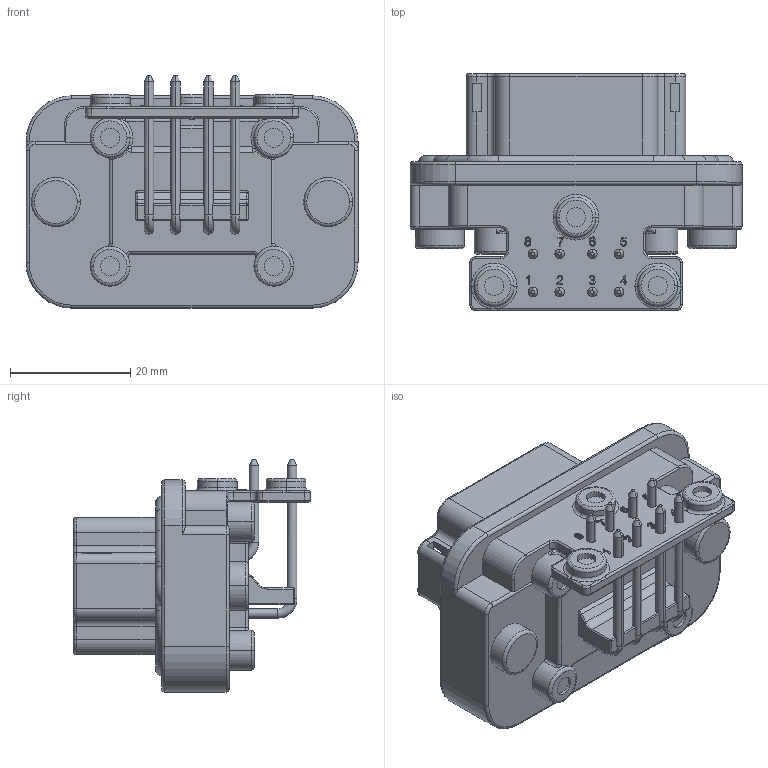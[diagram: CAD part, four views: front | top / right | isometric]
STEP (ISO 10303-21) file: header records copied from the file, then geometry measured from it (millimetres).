
FILE_DESCRIPTION((''),'2;1');
FILE_NAME('C-AT13-08PA-BM03_3D','2018-08-07T',('Jony.xie'),(''),'PRO/ENGINEER BY PARAMETRIC TECHNOLOGY CORPORATION, 2013230','PRO/ENGINEER BY PARAMETRIC TECHNOLOGY CORPORATION, 2013230','');
FILE_SCHEMA(('CONFIG_CONTROL_DESIGN'));
Length unit declared in the file: millimetre
Products named in the file (1): C-AT13-08PA-BM03_3D
Bounding box: 55.12 x 39.35 x 38.57 mm (x, y, z)
Volume: 24580 mm3; surface area: 12446.6 mm2
Topology: 1 solids, 1 shells, 1005 faces, 2683 edges, 1711 vertices
Faces by surface type: plane 284, cylinder 267, extrusion 260, torus 128, sphere 24, cone 22, bspline 20
Entity records: 33960 total; most frequent: CARTESIAN_POINT 9646, ORIENTED_EDGE 5318, DIRECTION 4517, EDGE_CURVE 2659, VERTEX_POINT 1711, AXIS2_PLACEMENT_3D 1539, VECTOR 1439, LINE 1179
